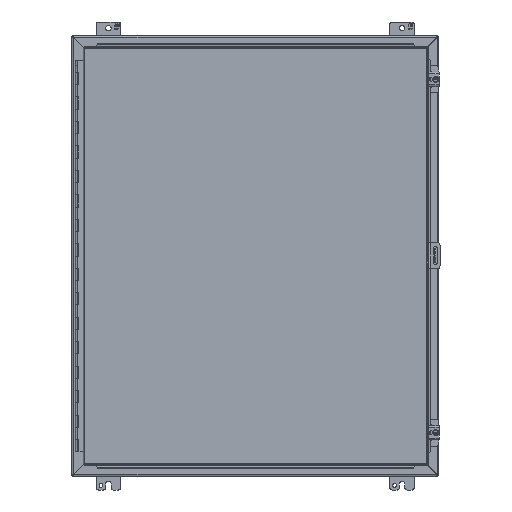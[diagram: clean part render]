
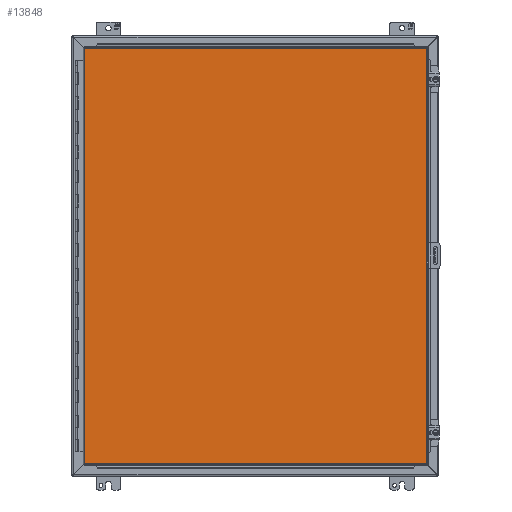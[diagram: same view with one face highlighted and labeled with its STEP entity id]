
A CAD part, front view. The second image highlights one B-rep face of the part: STEP entity #13848.
In plain terms, the highlighted planar face has unit normal (0, -1, 0).
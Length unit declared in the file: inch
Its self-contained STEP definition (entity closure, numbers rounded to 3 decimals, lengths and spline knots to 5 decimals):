
#577 = CARTESIAN_POINT ( 'NONE',  ( -13.955, -17.185, -16.9945 ) ) ;
#786 = VECTOR ( 'NONE', #33982, 39.37008 ) ;
#2499 = VECTOR ( 'NONE', #39027, 39.37008 ) ;
#3234 = EDGE_CURVE ( 'NONE', #16224, #39672, #37456, .T. ) ;
#5614 = CARTESIAN_POINT ( 'NONE',  ( 14.017, -17.185, 16.9945 ) ) ;
#6954 = EDGE_LOOP ( 'NONE', ( #31693, #37887, #25318, #38842 ) ) ;
#7070 = PLANE ( 'NONE',  #29083 ) ;
#7537 = DIRECTION ( 'NONE',  ( 0., -1., 0. ) ) ;
#9545 = VERTEX_POINT ( 'NONE', #577 ) ;
#13848 = ADVANCED_FACE ( 'NONE', ( #42880 ), #7070, .T. ) ;
#14136 = LINE ( 'NONE', #28342, #39883 ) ;
#16219 = VECTOR ( 'NONE', #36999, 39.37008 ) ;
#16224 = VERTEX_POINT ( 'NONE', #22955 ) ;
#17413 = EDGE_CURVE ( 'NONE', #9545, #35664, #29029, .T. ) ;
#20052 = CARTESIAN_POINT ( 'NONE',  ( 14.017, -17.185, -16.9945 ) ) ;
#22955 = CARTESIAN_POINT ( 'NONE',  ( 14.017, -17.185, 16.9945 ) ) ;
#24995 = DIRECTION ( 'NONE',  ( 0., 0., -1. ) ) ;
#25318 = ORIENTED_EDGE ( 'NONE', *, *, #17413, .F. ) ;
#28342 = CARTESIAN_POINT ( 'NONE',  ( 14.017, -17.185, -16.9945 ) ) ;
#29029 = LINE ( 'NONE', #43206, #2499 ) ;
#29083 = AXIS2_PLACEMENT_3D ( 'NONE', #36742, #7537, #24995 ) ;
#31693 = ORIENTED_EDGE ( 'NONE', *, *, #3234, .F. ) ;
#32817 = EDGE_CURVE ( 'NONE', #39672, #9545, #14136, .T. ) ;
#33982 = DIRECTION ( 'NONE',  ( 0., 0., -1. ) ) ;
#35664 = VERTEX_POINT ( 'NONE', #39981 ) ;
#36742 = CARTESIAN_POINT ( 'NONE',  ( -13.955, -17.185, -16.9945 ) ) ;
#36999 = DIRECTION ( 'NONE',  ( 1., 0., 0. ) ) ;
#37456 = LINE ( 'NONE', #5614, #786 ) ;
#37887 = ORIENTED_EDGE ( 'NONE', *, *, #39775, .F. ) ;
#37938 = LINE ( 'NONE', #40498, #16219 ) ;
#38842 = ORIENTED_EDGE ( 'NONE', *, *, #32817, .F. ) ;
#39027 = DIRECTION ( 'NONE',  ( 0., 0., 1. ) ) ;
#39672 = VERTEX_POINT ( 'NONE', #20052 ) ;
#39775 = EDGE_CURVE ( 'NONE', #35664, #16224, #37938, .T. ) ;
#39883 = VECTOR ( 'NONE', #45307, 39.37008 ) ;
#39981 = CARTESIAN_POINT ( 'NONE',  ( -13.955, -17.185, 16.9945 ) ) ;
#40498 = CARTESIAN_POINT ( 'NONE',  ( -13.955, -17.185, 16.9945 ) ) ;
#42880 = FACE_OUTER_BOUND ( 'NONE', #6954, .T. ) ;
#43206 = CARTESIAN_POINT ( 'NONE',  ( -13.955, -17.185, -16.9945 ) ) ;
#45307 = DIRECTION ( 'NONE',  ( -1., 0., 0. ) ) ;
